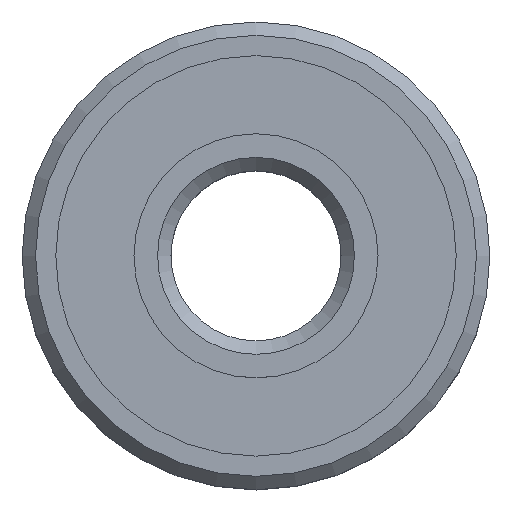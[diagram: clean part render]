
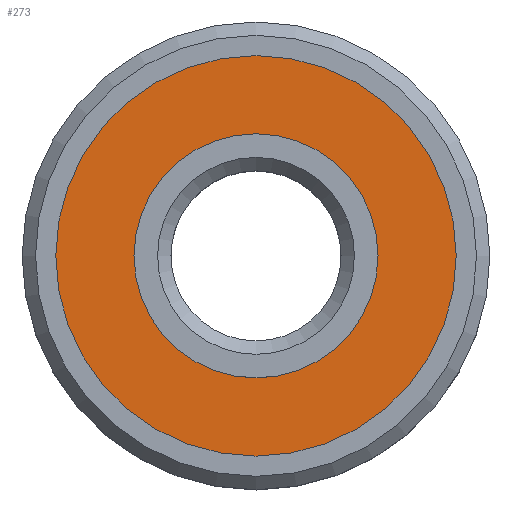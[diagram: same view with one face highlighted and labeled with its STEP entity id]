
A CAD part, top view. The second image highlights one B-rep face of the part: STEP entity #273.
In plain terms, the highlighted planar face has unit normal (0, 0, 1).
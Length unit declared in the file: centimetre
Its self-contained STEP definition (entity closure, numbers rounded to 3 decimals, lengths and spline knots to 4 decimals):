
#107=PLANE('',#303);
#128=VERTEX_POINT('',#345);
#129=VERTEX_POINT('',#348);
#144=CIRCLE('',#300,0.7476);
#145=CIRCLE('',#302,0.4556);
#160=EDGE_CURVE('',#128,#128,#144,.T.);
#161=EDGE_CURVE('',#129,#129,#145,.T.);
#192=ORIENTED_EDGE('',*,*,#161,.T.);
#193=ORIENTED_EDGE('',*,*,#160,.T.);
#224=EDGE_LOOP('',(#192));
#225=EDGE_LOOP('',(#193));
#256=FACE_BOUND('',#224,.T.);
#257=FACE_BOUND('',#225,.T.);
#273=ADVANCED_FACE('',(#256,#257),#107,.T.);
#300=AXIS2_PLACEMENT_3D('',#344,#399,#400);
#302=AXIS2_PLACEMENT_3D('',#347,#403,#404);
#303=AXIS2_PLACEMENT_3D('',#349,#405,$);
#344=CARTESIAN_POINT('',(0.,0.,0.2675));
#345=CARTESIAN_POINT('',(0.7476,0.,0.2675));
#347=CARTESIAN_POINT('',(0.,0.,0.2675));
#348=CARTESIAN_POINT('',(0.4556,0.,0.2675));
#349=CARTESIAN_POINT('',(0.,0.,0.2675));
#399=DIRECTION('',(0.,0.,1.));
#400=DIRECTION('',(0.748,0.,0.));
#403=DIRECTION('',(0.,0.,-1.));
#404=DIRECTION('',(0.456,0.,0.));
#405=DIRECTION('',(0.,0.,1.));
